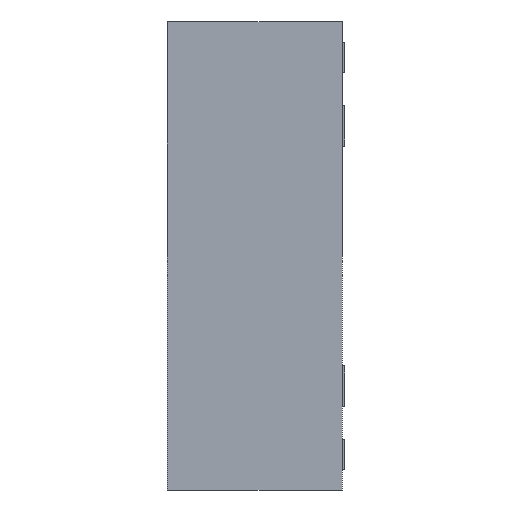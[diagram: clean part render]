
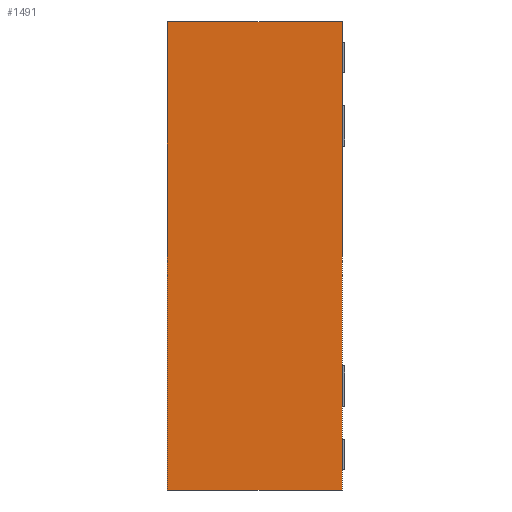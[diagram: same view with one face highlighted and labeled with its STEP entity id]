
A CAD part, left-side view. The second image highlights one B-rep face of the part: STEP entity #1491.
In plain terms, the highlighted planar face has unit normal (-1, 0, 0).
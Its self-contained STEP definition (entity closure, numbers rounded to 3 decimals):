
#22 = EDGE_CURVE ( 'NONE', #947, #983, #1103, .T. ) ;
#24 = EDGE_CURVE ( 'NONE', #951, #975, #1106, .T. ) ;
#25 = EDGE_CURVE ( 'NONE', #947, #951, #1108, .T. ) ;
#74 = PLANE ( 'NONE',  #1559 ) ;
#76 = CARTESIAN_POINT ( 'NONE',  ( -6.5, 4.3, 5.75 ) ) ;
#80 = DIRECTION ( 'NONE',  ( 1., 0., 0. ) ) ;
#81 = DIRECTION ( 'NONE',  ( 0., 0., -1. ) ) ;
#419 = LINE ( 'NONE', #537, #422 ) ;
#422 = VECTOR ( 'NONE', #538, 1000. ) ;
#537 = CARTESIAN_POINT ( 'NONE',  ( -6.5, 0., 5.75 ) ) ;
#538 = DIRECTION ( 'NONE',  ( 0., 0., 1. ) ) ;
#903 = ORIENTED_EDGE ( 'NONE', *, *, #25, .F. ) ;
#905 = ORIENTED_EDGE ( 'NONE', *, *, #1857, .T. ) ;
#906 = ORIENTED_EDGE ( 'NONE', *, *, #24, .F. ) ;
#929 = ORIENTED_EDGE ( 'NONE', *, *, #22, .T. ) ;
#947 = VERTEX_POINT ( 'NONE', #1167 ) ;
#951 = VERTEX_POINT ( 'NONE', #1171 ) ;
#975 = VERTEX_POINT ( 'NONE', #1195 ) ;
#983 = VERTEX_POINT ( 'NONE', #1203 ) ;
#1047 = EDGE_LOOP ( 'NONE', ( #905, #906, #903, #929 ) ) ;
#1103 = LINE ( 'NONE', #1940, #1107 ) ;
#1106 = LINE ( 'NONE', #1934, #1111 ) ;
#1107 = VECTOR ( 'NONE', #1932, 1000. ) ;
#1108 = LINE ( 'NONE', #1931, #1113 ) ;
#1111 = VECTOR ( 'NONE', #1929, 1000. ) ;
#1113 = VECTOR ( 'NONE', #1927, 1000. ) ;
#1167 = CARTESIAN_POINT ( 'NONE',  ( -6.5, 4.3, -5.75 ) ) ;
#1171 = CARTESIAN_POINT ( 'NONE',  ( -6.5, 4.3, 5.75 ) ) ;
#1195 = CARTESIAN_POINT ( 'NONE',  ( -6.5, 0., 5.75 ) ) ;
#1203 = CARTESIAN_POINT ( 'NONE',  ( -6.5, 0., -5.75 ) ) ;
#1491 = ADVANCED_FACE ( 'NONE', ( #1738 ), #74, .F. ) ;
#1559 = AXIS2_PLACEMENT_3D ( 'NONE', #76, #80, #81 ) ;
#1738 = FACE_OUTER_BOUND ( 'NONE', #1047, .T. ) ;
#1857 = EDGE_CURVE ( 'NONE', #983, #975, #419, .T. ) ;
#1927 = DIRECTION ( 'NONE',  ( 0., 0., 1. ) ) ;
#1929 = DIRECTION ( 'NONE',  ( 0., -1., 0. ) ) ;
#1931 = CARTESIAN_POINT ( 'NONE',  ( -6.5, 4.3, 5.75 ) ) ;
#1932 = DIRECTION ( 'NONE',  ( 0., -1., 0. ) ) ;
#1934 = CARTESIAN_POINT ( 'NONE',  ( -6.5, 4.3, 5.75 ) ) ;
#1940 = CARTESIAN_POINT ( 'NONE',  ( -6.5, 4.3, -5.75 ) ) ;
